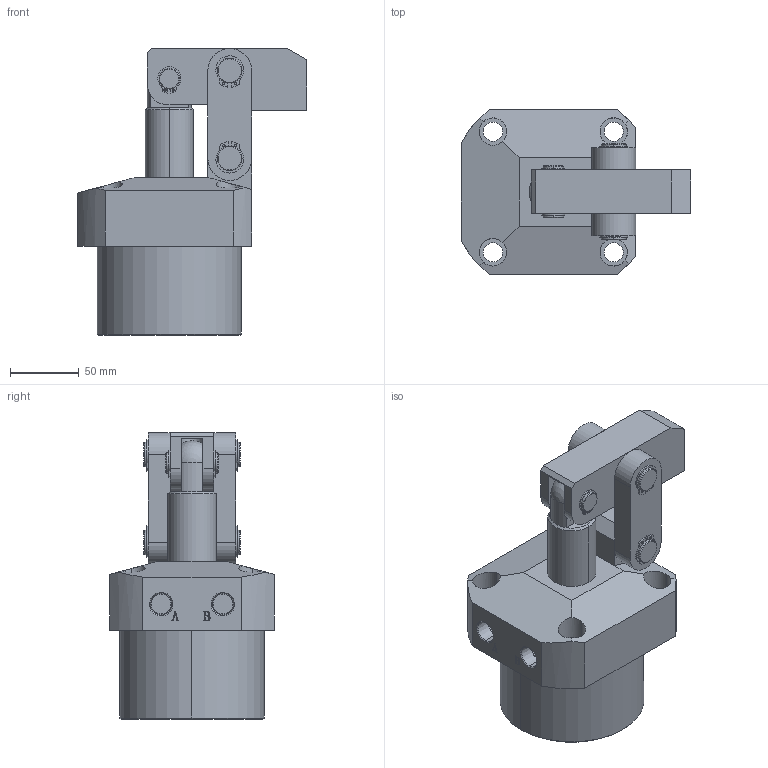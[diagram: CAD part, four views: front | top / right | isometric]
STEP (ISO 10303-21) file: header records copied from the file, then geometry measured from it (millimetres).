
FILE_DESCRIPTION (( 'STEP AP203' ), '1' );
FILE_NAME ('HLKA-80.STEP', '2022-09-19T02:16:54', ( '微软用户' ), ( '微软中国' ), 'SwSTEP 2.0', 'SolidWorks 2012', '' );
FILE_SCHEMA (( 'CONFIG_CONTROL_DESIGN' ));
Length unit declared in the file: millimetre
Products named in the file (9): HLKA-80; HLKA-80揤旋; circlips for shaft--type a large gb_GB_CONNECTING_PIECE_RING_RRA 18; circlips for shaft--type a large gb_GB_CONNECTING_PIECE_RING_RRA 15; HLKA-80酗种; HLKA-80蟀裝; HLKA-80活塞杆; HLKA-80傻种; HLKA-80掛极
Assembly tree (14 placements, depth 2):
  HLKA-80
    HLKA-80掛极
    HLKA-80傻种
    HLKA-80活塞杆
    HLKA-80蟀裝  x2
    HLKA-80酗种  x2
    circlips for shaft--type a large gb_GB_CONNECTING_PIECE_RING_RRA 15  x2
    circlips for shaft--type a large gb_GB_CONNECTING_PIECE_RING_RRA 18  x4
    HLKA-80揤旋
Bounding box: 167 x 120 x 209 mm (x, y, z)
Volume: 1269700.2 mm3; surface area: 196308.6 mm2
Topology: 14 solids, 14 shells, 390 faces, 976 edges, 637 vertices
Faces by surface type: cylinder 187, plane 147, cone 32, bspline 16, torus 6, sphere 2
Entity records: 10031 total; most frequent: CARTESIAN_POINT 2330, DIRECTION 1414, ORIENTED_EDGE 1340, EDGE_CURVE 670, AXIS2_PLACEMENT_3D 527, VERTEX_POINT 435, LINE 360, VECTOR 360
